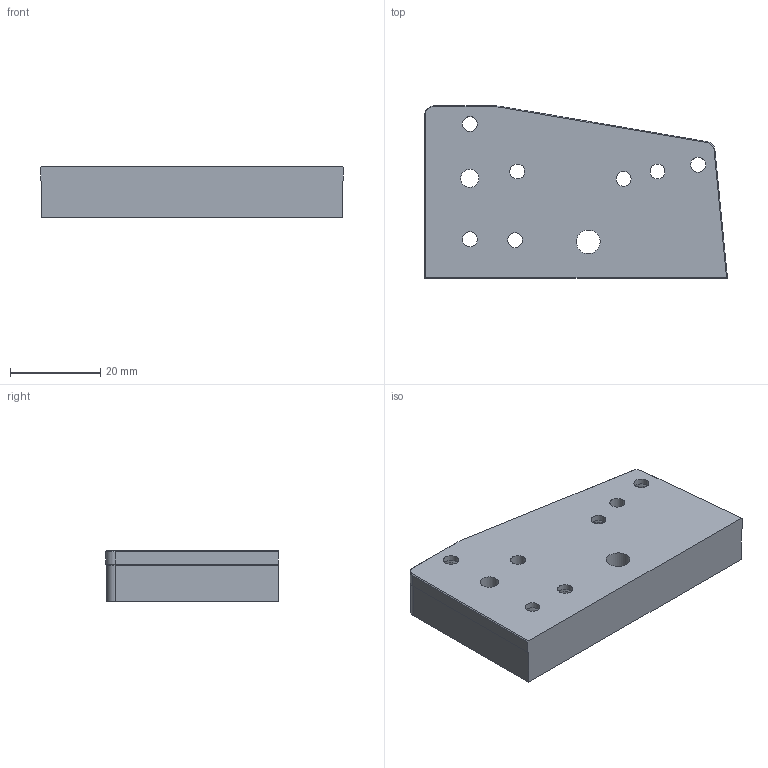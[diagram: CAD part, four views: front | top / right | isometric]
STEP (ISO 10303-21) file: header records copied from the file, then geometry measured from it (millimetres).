
FILE_DESCRIPTION(/* description */ (''),/* implementation_level */ '2;1');
FILE_NAME(/* name */ 'M1 Stepper Mount. Bearing Sheer Support. Both. v4.01.step',/* time_stamp */ '2024-05-09T21:53:51-04:00',/* author */ (''),/* organization */ (''),/* preprocessor_version */ 'ST-DEVELOPER v20',/* originating_system */ 'Autodesk Translation Framework v12.20.1.177',/* authorisation */ '');
FILE_SCHEMA (('AUTOMOTIVE_DESIGN { 1 0 10303 214 3 1 1 }'));
Length unit declared in the file: millimetre
Products named in the file (4): Sheer Bearing mounts. v1.01; Left Stepper Mount; Center Plate (2); Bottom Plate
Assembly tree (3 placements, depth 3):
  Sheer Bearing mounts. v1.01
    Left Stepper Mount
      Center Plate (2)
      Bottom Plate
Bounding box: 66.96 x 38.05 x 11.18 mm (x, y, z)
Volume: 22261.2 mm3; surface area: 8264.1 mm2
Topology: 1 solids, 1 shells, 54 faces, 125 edges, 75 vertices
Faces by surface type: cylinder 22, plane 21, cone 11
Full cylindrical faces by diameter (mm): 3.3 x7, 4 x1, 5.25 x1, 7 x5, 13.5 x1, 15.5 x1
Entity records: 1666 total; most frequent: DIRECTION 297, CARTESIAN_POINT 261, ORIENTED_EDGE 250, EDGE_CURVE 125, AXIS2_PLACEMENT_3D 111, LINE 75, VECTOR 75, VERTEX_POINT 75
